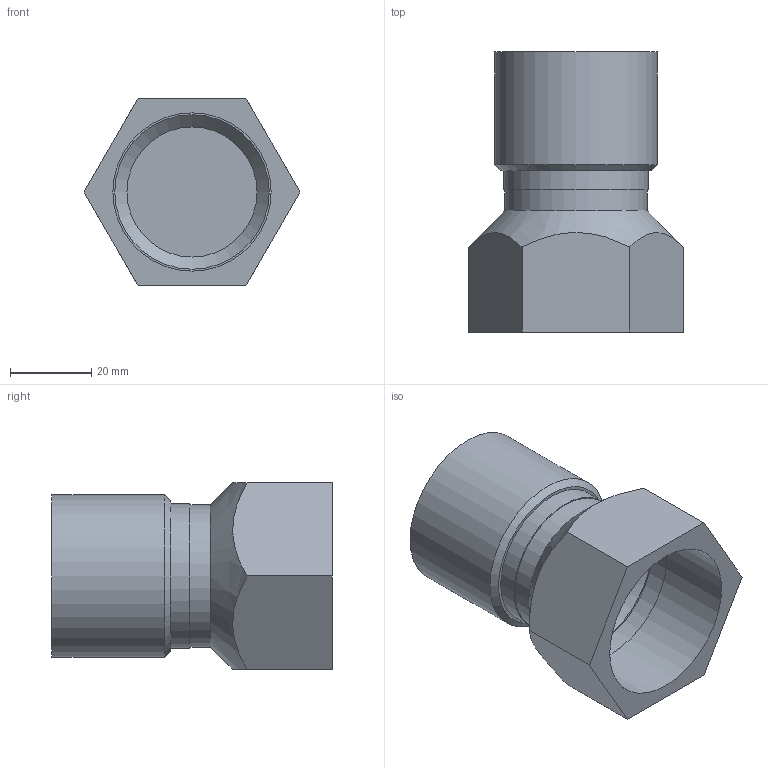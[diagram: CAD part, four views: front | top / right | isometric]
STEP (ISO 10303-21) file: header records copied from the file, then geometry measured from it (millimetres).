
FILE_DESCRIPTION( ( 'Unknown' ), '1' );
FILE_NAME( 'F17R11-4DN35.stp', 'Unknown', ( 'Unknown' ), ( 'Unknown' ), 'PSStep 14.0', 'Unknown', ' ' );
FILE_SCHEMA( ( 'AUTOMOTIVE_DESIGN { 1 0 10303 214 1 1 1 1 }' ) );
Length unit declared in the file: millimetre
Products named in the file (1): 1
Bounding box: 53.12 x 69 x 46 mm (x, y, z)
Volume: 35044.7 mm3; surface area: 19703.4 mm2
Topology: 1 solids, 1 shells, 23 faces, 47 edges, 31 vertices
Faces by surface type: plane 13, cylinder 7, cone 3
Full cylindrical faces by diameter (mm): 32 x1, 35 x2, 35.5 x1, 38.952 x2, 40 x1
Entity records: 800 total; most frequent: CARTESIAN_POINT 174, DIRECTION 90, ORIENTED_EDGE 66, AXIS2_PLACEMENT_3D 39, EDGE_LOOP 38, EDGE_CURVE 33, FACE_OUTER_BOUND 30, VERTEX_POINT 27
